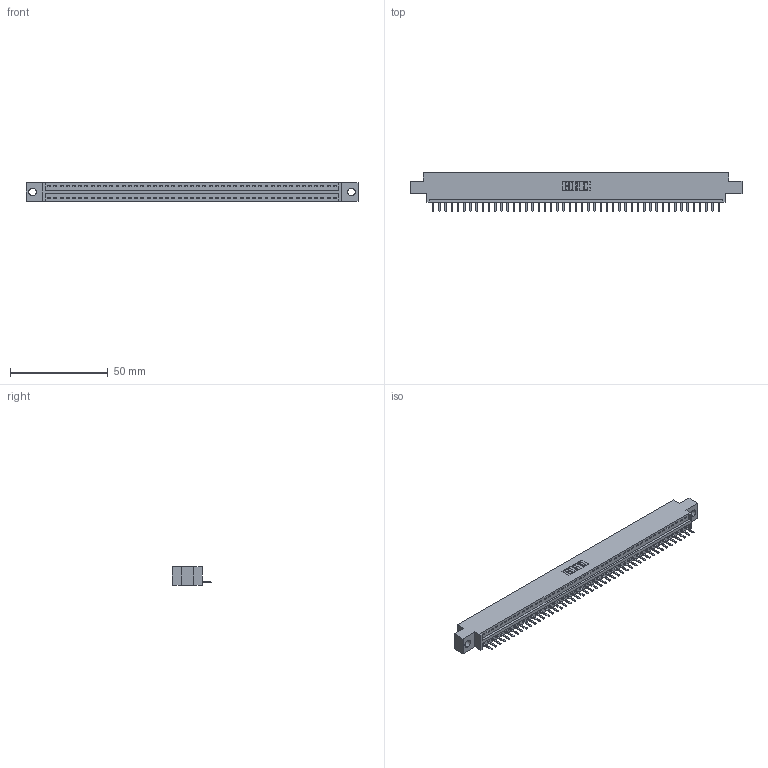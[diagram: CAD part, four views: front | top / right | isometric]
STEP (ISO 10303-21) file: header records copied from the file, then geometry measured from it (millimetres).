
FILE_DESCRIPTION (( 'STEP AP203' ), '1' );
FILE_NAME ('346-047-520-604.STEP', '2018-08-25T07:19:09', ( '' ), ( '' ), 'SwSTEP 2.0', 'SolidWorks 2016', '' );
FILE_SCHEMA (( 'CONFIG_CONTROL_DESIGN' ));
Length unit declared in the file: inch
Products named in the file (3): 346 Part_0.170 Offset - 0.156 Dia-TH; 345-292-001_345-293-120; 346-047-520-604
Assembly tree (48 placements, depth 2):
  346-047-520-604
    346 Part_0.170 Offset - 0.156 Dia-TH
    345-292-001_345-293-120  x47
Bounding box: 169.8 x 20.02 x 9.4 mm (x, y, z)
Volume: 15910.3 mm3; surface area: 19453.8 mm2
Topology: 48 solids, 48 shells, 3040 faces, 8989 edges, 5866 vertices
Faces by surface type: plane 2054, cylinder 986
Entity records: 28745 total; most frequent: CARTESIAN_POINT 4945, ORIENTED_EDGE 4914, DIRECTION 4343, EDGE_CURVE 2457, VECTOR 2133, LINE 2133, VERTEX_POINT 1634, AXIS2_PLACEMENT_3D 1105
